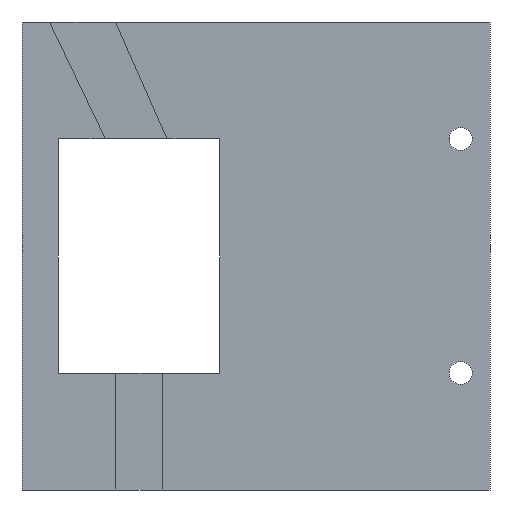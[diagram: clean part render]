
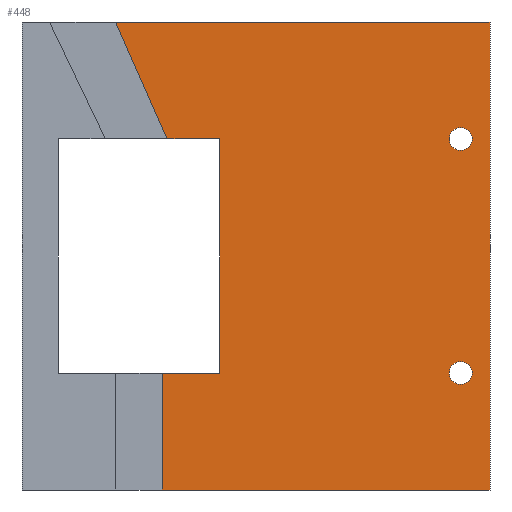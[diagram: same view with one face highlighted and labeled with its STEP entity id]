
A CAD part, left-side view. The second image highlights one B-rep face of the part: STEP entity #448.
In plain terms, the highlighted planar face has unit normal (-1, 0, 0).
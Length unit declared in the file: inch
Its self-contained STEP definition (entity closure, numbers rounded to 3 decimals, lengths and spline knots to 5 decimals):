
#65=FACE_BOUND('',#110,.T.);
#66=FACE_BOUND('',#111,.T.);
#71=CIRCLE('',#488,0.098);
#73=CIRCLE('',#491,0.098);
#90=FACE_OUTER_BOUND('',#109,.T.);
#109=EDGE_LOOP('',(#381,#382,#383,#384,#385,#386,#387,#388));
#110=EDGE_LOOP('',(#389));
#111=EDGE_LOOP('',(#390));
#146=LINE('',#654,#196);
#150=LINE('',#661,#200);
#153=LINE('',#667,#203);
#155=LINE('',#673,#205);
#160=LINE('',#690,#210);
#163=LINE('',#696,#213);
#164=LINE('',#697,#214);
#165=LINE('',#698,#215);
#196=VECTOR('',#543,0.3937);
#200=VECTOR('',#549,0.3937);
#203=VECTOR('',#554,0.3937);
#205=VECTOR('',#558,0.3937);
#210=VECTOR('',#577,0.3937);
#213=VECTOR('',#582,0.3937);
#214=VECTOR('',#583,0.3937);
#215=VECTOR('',#584,0.3937);
#239=VERTEX_POINT('',#651);
#240=VERTEX_POINT('',#653);
#242=VERTEX_POINT('',#659);
#244=VERTEX_POINT('',#665);
#246=VERTEX_POINT('',#670);
#247=VERTEX_POINT('',#672);
#249=VERTEX_POINT('',#679);
#251=VERTEX_POINT('',#685);
#252=VERTEX_POINT('',#689);
#254=VERTEX_POINT('',#695);
#282=EDGE_CURVE('',#240,#239,#146,.T.);
#286=EDGE_CURVE('',#239,#242,#150,.T.);
#289=EDGE_CURVE('',#244,#242,#153,.T.);
#291=EDGE_CURVE('',#247,#246,#155,.T.);
#296=EDGE_CURVE('',#249,#249,#71,.T.);
#299=EDGE_CURVE('',#251,#251,#73,.T.);
#300=EDGE_CURVE('',#252,#244,#160,.T.);
#303=EDGE_CURVE('',#254,#247,#163,.T.);
#304=EDGE_CURVE('',#246,#240,#164,.T.);
#305=EDGE_CURVE('',#254,#252,#165,.T.);
#381=ORIENTED_EDGE('',*,*,#303,.T.);
#382=ORIENTED_EDGE('',*,*,#291,.T.);
#383=ORIENTED_EDGE('',*,*,#304,.T.);
#384=ORIENTED_EDGE('',*,*,#282,.T.);
#385=ORIENTED_EDGE('',*,*,#286,.T.);
#386=ORIENTED_EDGE('',*,*,#289,.F.);
#387=ORIENTED_EDGE('',*,*,#300,.F.);
#388=ORIENTED_EDGE('',*,*,#305,.F.);
#389=ORIENTED_EDGE('',*,*,#296,.T.);
#390=ORIENTED_EDGE('',*,*,#299,.T.);
#429=PLANE('',#493);
#448=ADVANCED_FACE('',(#90,#65,#66),#429,.F.);
#488=AXIS2_PLACEMENT_3D('',#681,#566,#567);
#491=AXIS2_PLACEMENT_3D('',#687,#573,#574);
#493=AXIS2_PLACEMENT_3D('',#694,#580,#581);
#543=DIRECTION('',(0.,1.,0.));
#549=DIRECTION('',(0.,0.,-1.));
#554=DIRECTION('',(0.,1.,0.));
#558=DIRECTION('',(0.,-1.,0.));
#566=DIRECTION('center_axis',(1.,0.,0.));
#567=DIRECTION('ref_axis',(0.,0.,-1.));
#573=DIRECTION('center_axis',(1.,0.,0.));
#574=DIRECTION('ref_axis',(0.,0.,-1.));
#577=DIRECTION('',(0.,0.,-1.));
#580=DIRECTION('center_axis',(1.,0.,0.));
#581=DIRECTION('ref_axis',(0.,0.,-1.));
#582=DIRECTION('',(0.,-0.402,-0.916));
#583=DIRECTION('',(0.,0.,-1.));
#584=DIRECTION('',(0.,-1.,0.));
#651=CARTESIAN_POINT('',(0.,2.8,-3.001));
#653=CARTESIAN_POINT('',(0.,2.3115,-3.001));
#654=CARTESIAN_POINT('',(0.,2.4,-3.001));
#659=CARTESIAN_POINT('',(0.,2.8,-4.));
#661=CARTESIAN_POINT('',(0.,2.8,-3.));
#665=CARTESIAN_POINT('',(0.,0.,-4.));
#667=CARTESIAN_POINT('',(0.,0.,-4.));
#670=CARTESIAN_POINT('',(0.,2.3115,-0.999));
#672=CARTESIAN_POINT('',(0.,2.7615,-0.999));
#673=CARTESIAN_POINT('',(0.,2.15575,-0.999));
#679=CARTESIAN_POINT('',(0.,0.25,-0.902));
#681=CARTESIAN_POINT('Origin',(0.,0.25,-1.));
#685=CARTESIAN_POINT('',(0.,0.25,-2.902));
#687=CARTESIAN_POINT('Origin',(0.,0.25,-3.));
#689=CARTESIAN_POINT('',(0.,0.,0.));
#690=CARTESIAN_POINT('',(0.,0.,0.));
#694=CARTESIAN_POINT('Origin',(0.,2.,-2.));
#695=CARTESIAN_POINT('',(0.,3.2,0.));
#696=CARTESIAN_POINT('',(0.,2.51579,-1.55878));
#697=CARTESIAN_POINT('',(0.,2.3115,-2.5005));
#698=CARTESIAN_POINT('',(0.,4.,0.));
